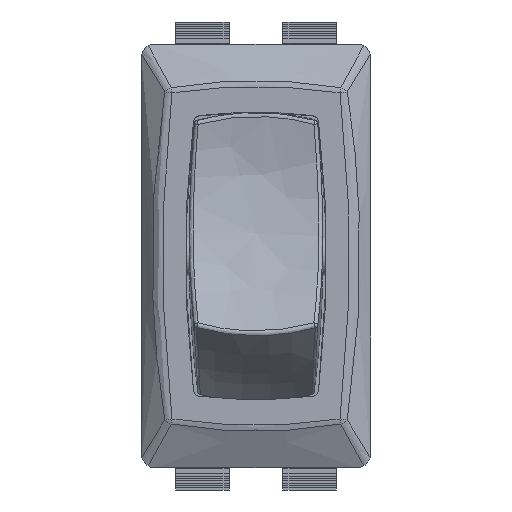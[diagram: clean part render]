
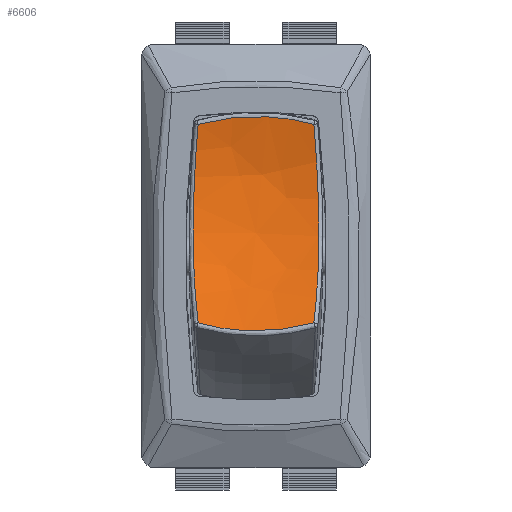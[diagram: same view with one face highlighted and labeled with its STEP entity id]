
A CAD part, top view. The second image highlights one B-rep face of the part: STEP entity #6606.
In plain terms, the highlighted free-form (B-spline) face has degree [2, 2] with [3, 3] control points.
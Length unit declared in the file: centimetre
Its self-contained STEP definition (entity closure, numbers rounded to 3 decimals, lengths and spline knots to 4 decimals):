
#15=(
BOUNDED_SURFACE()
B_SPLINE_SURFACE(2,2,((#9959,#9960,#9961),(#9962,#9963,#9964),(#9965,#9966,
#9967)),.UNSPECIFIED.,.F.,.F.,.F.)
B_SPLINE_SURFACE_WITH_KNOTS((3,3),(3,3),(-0.1518,0.1518),
(-2.08,-1.0616),.UNSPECIFIED.)
GEOMETRIC_REPRESENTATION_ITEM()
RATIONAL_B_SPLINE_SURFACE(((1.,0.873,1.),(0.988,
0.863,0.988),(1.,0.873,1.)))
REPRESENTATION_ITEM('')
SURFACE()
);
#138=B_SPLINE_CURVE_WITH_KNOTS('',3,(#9643,#9644,#9645,#9646,#9647),
 .UNSPECIFIED.,.F.,.F.,(4,1,4),(-1.7594,-0.8263,-0.1265),
 .UNSPECIFIED.);
#142=B_SPLINE_CURVE_WITH_KNOTS('',3,(#9717,#9718,#9719,#9720),
 .UNSPECIFIED.,.F.,.F.,(4,4),(0.0964,0.9697),
 .UNSPECIFIED.);
#147=B_SPLINE_CURVE_WITH_KNOTS('',3,(#9829,#9830,#9831,#9832),
 .UNSPECIFIED.,.F.,.F.,(4,4),(0.0837,0.9567),
 .UNSPECIFIED.);
#148=B_SPLINE_CURVE_WITH_KNOTS('',3,(#9858,#9859,#9860,#9861,#9862),
 .UNSPECIFIED.,.F.,.F.,(4,1,4),(-1.7594,-1.0596,-0.1265),
 .UNSPECIFIED.);
#418=FACE_OUTER_BOUND('',#779,.T.);
#779=EDGE_LOOP('',(#4693,#4694,#4695,#4696));
#2752=VERTEX_POINT('',#9596);
#2754=VERTEX_POINT('',#9603);
#2755=VERTEX_POINT('',#9607);
#2758=VERTEX_POINT('',#9615);
#3484=EDGE_CURVE('',#2755,#2758,#138,.T.);
#3488=EDGE_CURVE('',#2758,#2754,#142,.T.);
#3493=EDGE_CURVE('',#2752,#2755,#147,.T.);
#3494=EDGE_CURVE('',#2754,#2752,#148,.T.);
#4693=ORIENTED_EDGE('',*,*,#3484,.F.);
#4694=ORIENTED_EDGE('',*,*,#3493,.F.);
#4695=ORIENTED_EDGE('',*,*,#3494,.F.);
#4696=ORIENTED_EDGE('',*,*,#3488,.F.);
#6606=ADVANCED_FACE('',(#418),#15,.T.);
#9596=CARTESIAN_POINT('',(-0.4292,0.9754,0.2421));
#9603=CARTESIAN_POINT('',(-0.4292,-0.4987,0.7477));
#9607=CARTESIAN_POINT('',(0.4292,0.9754,0.2421));
#9615=CARTESIAN_POINT('',(0.4292,-0.4987,0.7477));
#9643=CARTESIAN_POINT('Ctrl Pts',(0.4292,0.9754,0.2421));
#9644=CARTESIAN_POINT('Ctrl Pts',(0.4552,0.6722,0.2009));
#9645=CARTESIAN_POINT('Ctrl Pts',(0.4805,0.1174,0.2738));
#9646=CARTESIAN_POINT('Ctrl Pts',(0.4487,-0.3382,
0.5838));
#9647=CARTESIAN_POINT('Ctrl Pts',(0.4292,-0.4987,
0.7477));
#9717=CARTESIAN_POINT('Ctrl Pts',(0.4292,-0.4987,0.7477));
#9718=CARTESIAN_POINT('Ctrl Pts',(0.152,-0.5766,
0.7729));
#9719=CARTESIAN_POINT('Ctrl Pts',(-0.1513,-0.5768,
0.7729));
#9720=CARTESIAN_POINT('Ctrl Pts',(-0.4292,-0.4987,0.7477));
#9829=CARTESIAN_POINT('Ctrl Pts',(-0.4292,0.9754,0.2421));
#9830=CARTESIAN_POINT('Ctrl Pts',(-0.1519,1.0524,0.2141));
#9831=CARTESIAN_POINT('Ctrl Pts',(0.1513,1.0526,0.214));
#9832=CARTESIAN_POINT('Ctrl Pts',(0.4292,0.9754,0.2421));
#9858=CARTESIAN_POINT('Ctrl Pts',(-0.4292,-0.4987,
0.7477));
#9859=CARTESIAN_POINT('Ctrl Pts',(-0.4487,-0.3382,
0.5838));
#9860=CARTESIAN_POINT('Ctrl Pts',(-0.4805,0.1174,
0.2738));
#9861=CARTESIAN_POINT('Ctrl Pts',(-0.4552,0.6722,
0.2009));
#9862=CARTESIAN_POINT('Ctrl Pts',(-0.4292,0.9754,0.2421));
#9959=CARTESIAN_POINT('Ctrl Pts',(0.4662,1.0275,0.2562));
#9960=CARTESIAN_POINT('Ctrl Pts',(0.4662,0.0989,
0.0884));
#9961=CARTESIAN_POINT('Ctrl Pts',(0.4662,-0.5312,
0.7908));
#9962=CARTESIAN_POINT('Ctrl Pts',(0.,1.0402,
0.186));
#9963=CARTESIAN_POINT('Ctrl Pts',(0.,0.0724,
0.0111));
#9964=CARTESIAN_POINT('Ctrl Pts',(0.,-0.5843,
0.7432));
#9965=CARTESIAN_POINT('Ctrl Pts',(-0.4662,1.0275,0.2562));
#9966=CARTESIAN_POINT('Ctrl Pts',(-0.4662,0.0989,
0.0884));
#9967=CARTESIAN_POINT('Ctrl Pts',(-0.4662,-0.5312,
0.7908));
